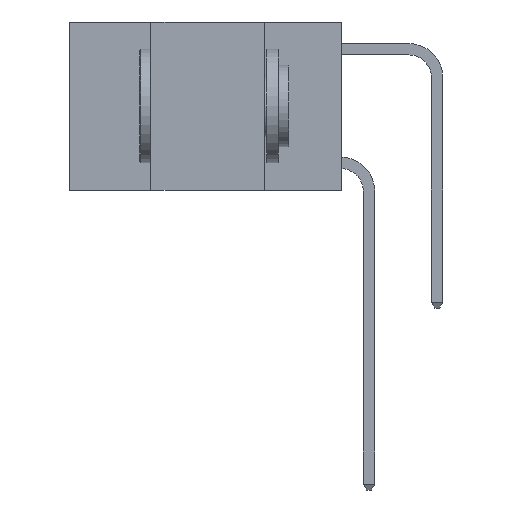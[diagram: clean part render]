
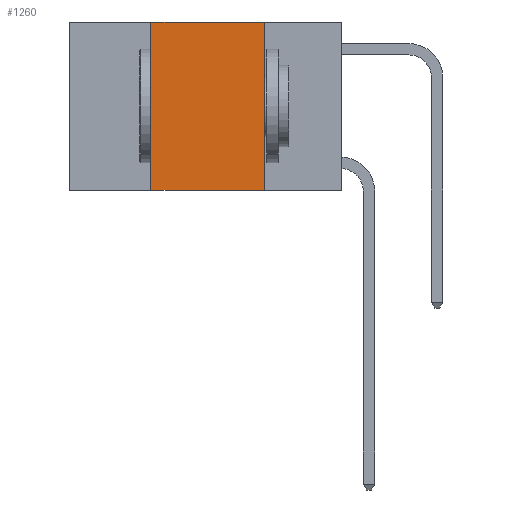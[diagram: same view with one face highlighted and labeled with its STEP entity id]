
A CAD part, left-side view. The second image highlights one B-rep face of the part: STEP entity #1260.
In plain terms, the highlighted planar face has unit normal (-1, 0, 0).
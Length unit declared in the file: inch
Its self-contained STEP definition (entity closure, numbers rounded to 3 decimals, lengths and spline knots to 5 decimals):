
#1054 = DIRECTION ( 'NONE',  ( 0., 0., -1. ) ) ;
#1100 = EDGE_CURVE ( 'NONE', #8578, #6819, #3647, .T. ) ;
#1260 = ADVANCED_FACE ( 'NONE', ( #10051 ), #7151, .F. ) ;
#1307 = ORIENTED_EDGE ( 'NONE', *, *, #2588, .F. ) ;
#1417 = ORIENTED_EDGE ( 'NONE', *, *, #8483, .F. ) ;
#1532 = ORIENTED_EDGE ( 'NONE', *, *, #5588, .F. ) ;
#1603 = ORIENTED_EDGE ( 'NONE', *, *, #1100, .T. ) ;
#2588 = EDGE_CURVE ( 'NONE', #5275, #6819, #9858, .T. ) ;
#2958 = DIRECTION ( 'NONE',  ( 0., 0., 1. ) ) ;
#3152 = CARTESIAN_POINT ( 'NONE',  ( 0., 0.17, 0. ) ) ;
#3461 = VERTEX_POINT ( 'NONE', #5054 ) ;
#3647 = LINE ( 'NONE', #4152, #5405 ) ;
#4152 = CARTESIAN_POINT ( 'NONE',  ( 0., 0.6, -0.37 ) ) ;
#4658 = EDGE_LOOP ( 'NONE', ( #1307, #1417, #1532, #1603 ) ) ;
#5054 = CARTESIAN_POINT ( 'NONE',  ( 0., 0.42, 0. ) ) ;
#5242 = DIRECTION ( 'NONE',  ( 0., 0., -1. ) ) ;
#5275 = VERTEX_POINT ( 'NONE', #8000 ) ;
#5405 = VECTOR ( 'NONE', #9551, 39.37008 ) ;
#5588 = EDGE_CURVE ( 'NONE', #8578, #3461, #8540, .T. ) ;
#5922 = LINE ( 'NONE', #9161, #6184 ) ;
#6184 = VECTOR ( 'NONE', #9412, 39.37008 ) ;
#6392 = CARTESIAN_POINT ( 'NONE',  ( 0., 0.42, 0. ) ) ;
#6819 = VERTEX_POINT ( 'NONE', #8523 ) ;
#7151 = PLANE ( 'NONE',  #10758 ) ;
#7321 = DIRECTION ( 'NONE',  ( 1., 0., 0. ) ) ;
#8000 = CARTESIAN_POINT ( 'NONE',  ( 0., 0.17, 0. ) ) ;
#8398 = CARTESIAN_POINT ( 'NONE',  ( 0., 0.42, -0.37 ) ) ;
#8483 = EDGE_CURVE ( 'NONE', #3461, #5275, #5922, .T. ) ;
#8523 = CARTESIAN_POINT ( 'NONE',  ( 0., 0.17, -0.37 ) ) ;
#8540 = LINE ( 'NONE', #6392, #8818 ) ;
#8578 = VERTEX_POINT ( 'NONE', #8398 ) ;
#8818 = VECTOR ( 'NONE', #2958, 39.37008 ) ;
#9161 = CARTESIAN_POINT ( 'NONE',  ( 0., 0.6, 0. ) ) ;
#9412 = DIRECTION ( 'NONE',  ( 0., -1., 0. ) ) ;
#9551 = DIRECTION ( 'NONE',  ( 0., -1., 0. ) ) ;
#9858 = LINE ( 'NONE', #3152, #9914 ) ;
#9914 = VECTOR ( 'NONE', #1054, 39.37008 ) ;
#10051 = FACE_OUTER_BOUND ( 'NONE', #4658, .T. ) ;
#10195 = CARTESIAN_POINT ( 'NONE',  ( 0., 0.6, 0. ) ) ;
#10758 = AXIS2_PLACEMENT_3D ( 'NONE', #10195, #7321, #5242 ) ;
